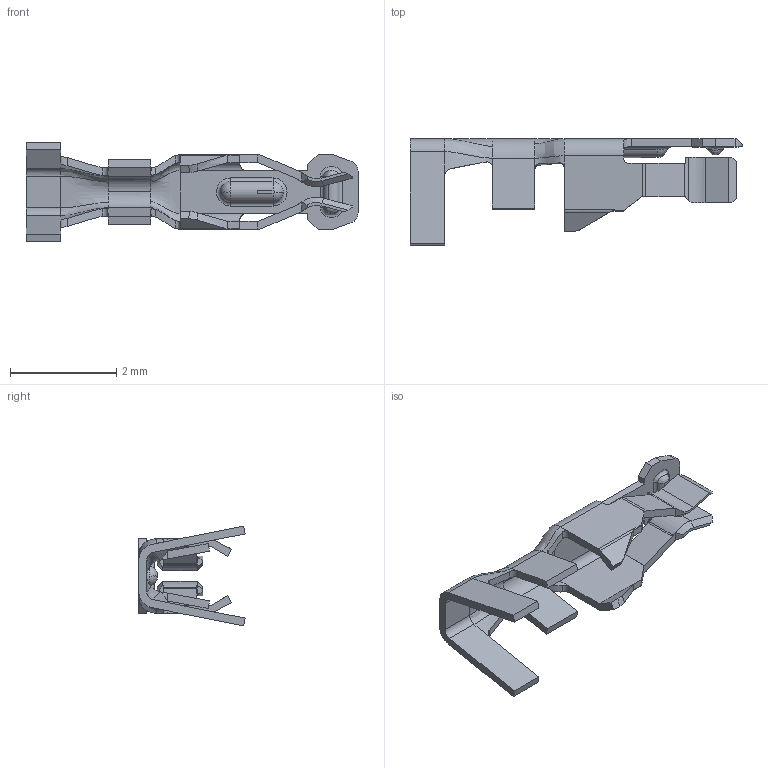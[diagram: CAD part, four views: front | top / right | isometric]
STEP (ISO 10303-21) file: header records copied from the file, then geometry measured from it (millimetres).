
FILE_DESCRIPTION((''),'2;1');
FILE_NAME('503948051','2013-12-04T',('me'),(''),'PRO/ENGINEER BY PARAMETRIC TECHNOLOGY CORPORATION, 2011490','PRO/ENGINEER BY PARAMETRIC TECHNOLOGY CORPORATION, 2011490','');
FILE_SCHEMA(('CONFIG_CONTROL_DESIGN'));
Length unit declared in the file: millimetre
Products named in the file (1): 503948051
Bounding box: 6.25 x 2 x 1.88 mm (x, y, z)
Volume: 2.6 mm3; surface area: 41.7 mm2
Topology: 1 solids, 1 shells, 197 faces, 526 edges, 328 vertices
Faces by surface type: plane 87, cylinder 52, bspline 38, torus 8, sphere 8, cone 4
Entity records: 7933 total; most frequent: CARTESIAN_POINT 3323, ORIENTED_EDGE 1038, DIRECTION 831, EDGE_CURVE 519, VERTEX_POINT 328, AXIS2_PLACEMENT_3D 286, VECTOR 259, LINE 259
